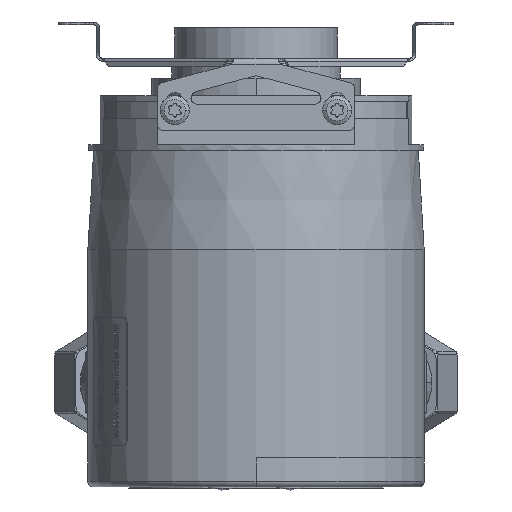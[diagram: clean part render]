
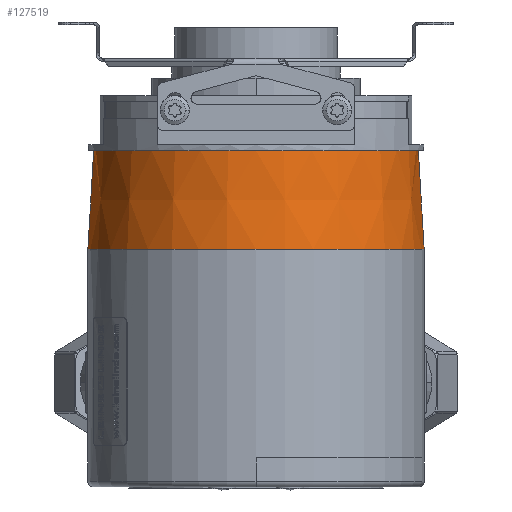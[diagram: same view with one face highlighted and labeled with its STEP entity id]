
A CAD part, front view. The second image highlights one B-rep face of the part: STEP entity #127519.
In plain terms, the highlighted conical face has half-angle 3.366 degrees and reference radius 28.5 mm.
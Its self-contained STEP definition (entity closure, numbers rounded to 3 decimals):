
#22688=CARTESIAN_POINT('',(0.,0.,3.8));
#22689=DIRECTION('',(0.,0.,-1.));
#22690=DIRECTION('',(1.,0.,0.));
#22691=AXIS2_PLACEMENT_3D('',#22688,#22689,#22690);
#22693=DIRECTION('',(-0.059,0.,0.998));
#22694=VECTOR('',#22693,17.029);
#22695=CARTESIAN_POINT('',(29.,0.,-13.2));
#22696=LINE('',#22695,#22694);
#22697=CARTESIAN_POINT('',(0.,0.,-13.2));
#22698=DIRECTION('',(0.,0.,1.));
#22699=DIRECTION('',(-1.,0.,0.));
#22700=AXIS2_PLACEMENT_3D('',#22697,#22698,#22699);
#22702=DIRECTION('',(0.059,0.,0.998));
#22703=VECTOR('',#22702,17.029);
#22704=CARTESIAN_POINT('',(-29.,0.,-13.2));
#22705=LINE('',#22704,#22703);
#80151=CARTESIAN_POINT('',(-29.,0.,-13.2));
#80152=CARTESIAN_POINT('',(29.,0.,-13.2));
#80153=VERTEX_POINT('',#80151);
#80154=VERTEX_POINT('',#80152);
#98915=CARTESIAN_POINT('',(-28.,0.,3.8));
#98917=VERTEX_POINT('',#98915);
#98919=CARTESIAN_POINT('',(28.,0.,3.8));
#98920=VERTEX_POINT('',#98919);
#127508=CARTESIAN_POINT('',(0.,0.,-4.7));
#127509=DIRECTION('',(0.,0.,-1.));
#127510=DIRECTION('',(1.,0.,0.));
#127511=AXIS2_PLACEMENT_3D('',#127508,#127509,#127510);
#127512=CONICAL_SURFACE('',#127511,28.5,3.366);
#127513=ORIENTED_EDGE('',*,*,#115068,.F.);
#127514=ORIENTED_EDGE('',*,*,#115048,.F.);
#127515=ORIENTED_EDGE('',*,*,#105738,.F.);
#127516=ORIENTED_EDGE('',*,*,#115045,.T.);
#127517=EDGE_LOOP('',(#127513,#127514,#127515,#127516));
#127518=FACE_OUTER_BOUND('',#127517,.F.);
#22692=CIRCLE('',#22691,28.);
#22701=CIRCLE('',#22700,29.);
#105738=EDGE_CURVE('',#80153,#80154,#22701,.T.);
#115045=EDGE_CURVE('',#80153,#98917,#22705,.T.);
#115048=EDGE_CURVE('',#80154,#98920,#22696,.T.);
#115068=EDGE_CURVE('',#98920,#98917,#22692,.T.);
#127519=ADVANCED_FACE('',(#127518),#127512,.T.);
